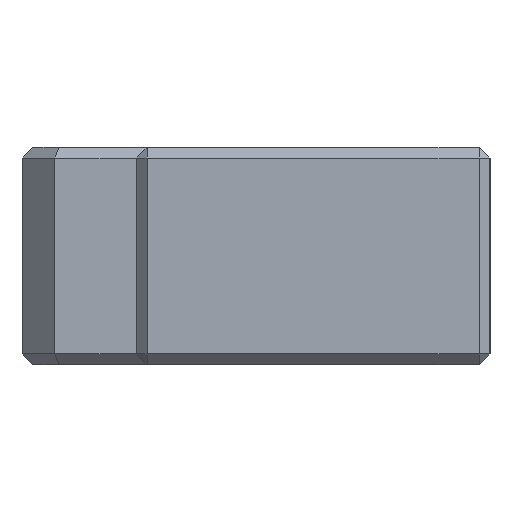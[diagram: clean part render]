
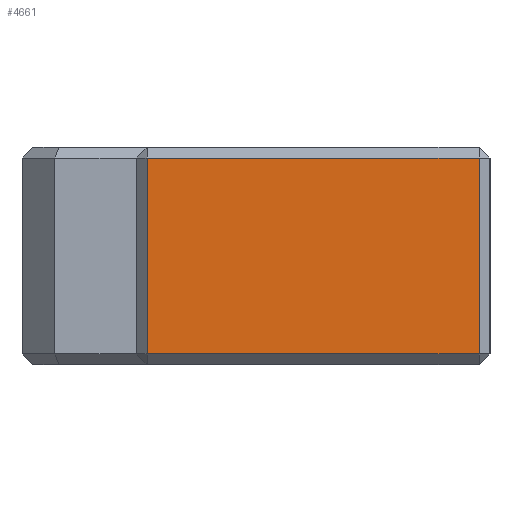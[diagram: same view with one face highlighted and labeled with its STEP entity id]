
A CAD part, left-side view. The second image highlights one B-rep face of the part: STEP entity #4661.
In plain terms, the highlighted planar face has unit normal (-1, 0, 0).
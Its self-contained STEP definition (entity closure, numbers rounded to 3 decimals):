
#30 = LINE ( 'NONE', #799, #1168 ) ;
#129 = DIRECTION ( 'NONE',  ( 0., -1., 0. ) ) ;
#298 = DIRECTION ( 'NONE',  ( 0., 0., 1. ) ) ;
#312 = DIRECTION ( 'NONE',  ( 0., 0., -1. ) ) ;
#584 = CARTESIAN_POINT ( 'NONE',  ( -29.566, -20.898, 79. ) ) ;
#617 = AXIS2_PLACEMENT_3D ( 'NONE', #6004, #3229, #312 ) ;
#714 = VECTOR ( 'NONE', #129, 1000. ) ;
#799 = CARTESIAN_POINT ( 'NONE',  ( -29.566, 9.602, 80. ) ) ;
#830 = EDGE_LOOP ( 'NONE', ( #1374, #3023, #2173, #4346 ) ) ;
#864 = VECTOR ( 'NONE', #298, 1000. ) ;
#1008 = LINE ( 'NONE', #3707, #864 ) ;
#1168 = VECTOR ( 'NONE', #1293, 1000. ) ;
#1293 = DIRECTION ( 'NONE',  ( 0., 0., -1. ) ) ;
#1374 = ORIENTED_EDGE ( 'NONE', *, *, #2895, .T. ) ;
#1384 = LINE ( 'NONE', #2806, #2528 ) ;
#1455 = VERTEX_POINT ( 'NONE', #5634 ) ;
#1717 = PLANE ( 'NONE',  #617 ) ;
#2014 = LINE ( 'NONE', #4940, #714 ) ;
#2173 = ORIENTED_EDGE ( 'NONE', *, *, #3160, .T. ) ;
#2317 = DIRECTION ( 'NONE',  ( 0., 1., 0. ) ) ;
#2528 = VECTOR ( 'NONE', #2317, 1000. ) ;
#2806 = CARTESIAN_POINT ( 'NONE',  ( -29.566, -21.898, 79. ) ) ;
#2870 = CARTESIAN_POINT ( 'NONE',  ( -29.566, 9.602, 61. ) ) ;
#2895 = EDGE_CURVE ( 'NONE', #4358, #3489, #30, .T. ) ;
#2976 = VERTEX_POINT ( 'NONE', #584 ) ;
#2998 = EDGE_CURVE ( 'NONE', #3489, #1455, #2014, .T. ) ;
#3023 = ORIENTED_EDGE ( 'NONE', *, *, #2998, .T. ) ;
#3160 = EDGE_CURVE ( 'NONE', #1455, #2976, #1008, .T. ) ;
#3229 = DIRECTION ( 'NONE',  ( 1., 0., 0. ) ) ;
#3310 = EDGE_CURVE ( 'NONE', #2976, #4358, #1384, .T. ) ;
#3489 = VERTEX_POINT ( 'NONE', #2870 ) ;
#3707 = CARTESIAN_POINT ( 'NONE',  ( -29.566, -20.898, 80. ) ) ;
#4346 = ORIENTED_EDGE ( 'NONE', *, *, #3310, .T. ) ;
#4358 = VERTEX_POINT ( 'NONE', #6131 ) ;
#4661 = ADVANCED_FACE ( 'NONE', ( #4892 ), #1717, .F. ) ;
#4892 = FACE_OUTER_BOUND ( 'NONE', #830, .T. ) ;
#4940 = CARTESIAN_POINT ( 'NONE',  ( -29.566, -21.898, 61. ) ) ;
#5634 = CARTESIAN_POINT ( 'NONE',  ( -29.566, -20.898, 61. ) ) ;
#6004 = CARTESIAN_POINT ( 'NONE',  ( -29.566, -21.898, 80. ) ) ;
#6131 = CARTESIAN_POINT ( 'NONE',  ( -29.566, 9.602, 79. ) ) ;
